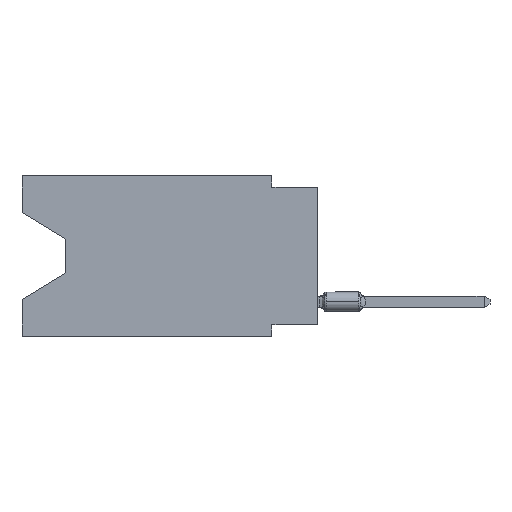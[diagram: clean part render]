
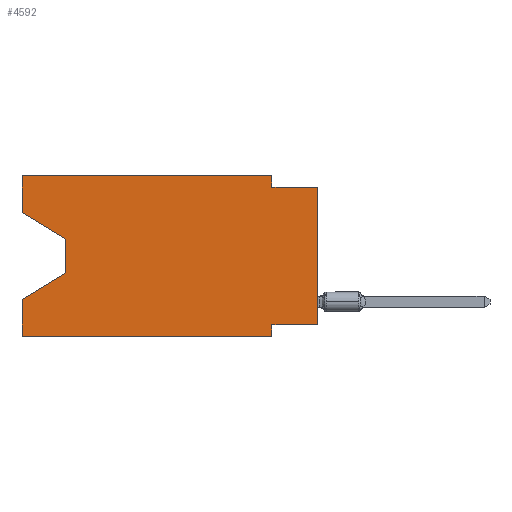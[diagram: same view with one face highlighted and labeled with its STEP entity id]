
A CAD part, left-side view. The second image highlights one B-rep face of the part: STEP entity #4592.
In plain terms, the highlighted planar face has unit normal (-1, 0, 0).
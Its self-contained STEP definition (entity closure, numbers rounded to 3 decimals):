
#117 = ORIENTED_EDGE ( 'NONE', *, *, #2568, .F. ) ;
#141 = EDGE_CURVE ( 'NONE', #9973, #10146, #8853, .T. ) ;
#149 = CARTESIAN_POINT ( 'NONE',  ( 0., 2.54, -8.89 ) ) ;
#504 = EDGE_CURVE ( 'NONE', #1582, #3929, #7233, .T. ) ;
#603 = CARTESIAN_POINT ( 'NONE',  ( 0., 2.54, -0.635 ) ) ;
#706 = VERTEX_POINT ( 'NONE', #11232 ) ;
#766 = DIRECTION ( 'NONE',  ( 0., 0., 1. ) ) ;
#894 = DIRECTION ( 'NONE',  ( 0., 1., 0. ) ) ;
#923 = VECTOR ( 'NONE', #1033, 1000. ) ;
#951 = EDGE_LOOP ( 'NONE', ( #8761, #12096, #3228, #7797, #1381, #1723, #117, #1198, #6654, #10868, #9130, #4765 ) ) ;
#1033 = DIRECTION ( 'NONE',  ( 0., 0., -1. ) ) ;
#1168 = VECTOR ( 'NONE', #1853, 1000. ) ;
#1198 = ORIENTED_EDGE ( 'NONE', *, *, #11132, .T. ) ;
#1251 = EDGE_CURVE ( 'NONE', #4381, #1668, #6217, .T. ) ;
#1381 = ORIENTED_EDGE ( 'NONE', *, *, #4978, .T. ) ;
#1419 = CARTESIAN_POINT ( 'NONE',  ( 0., 16.383, 0. ) ) ;
#1421 = DIRECTION ( 'NONE',  ( 0., 0.855, -0.519 ) ) ;
#1582 = VERTEX_POINT ( 'NONE', #5774 ) ;
#1668 = VERTEX_POINT ( 'NONE', #12863 ) ;
#1723 = ORIENTED_EDGE ( 'NONE', *, *, #1251, .F. ) ;
#1747 = DIRECTION ( 'NONE',  ( 1., 0., 0. ) ) ;
#1819 = PLANE ( 'NONE',  #10321 ) ;
#1853 = DIRECTION ( 'NONE',  ( 0., -1., 0. ) ) ;
#2172 = CARTESIAN_POINT ( 'NONE',  ( 0., 16.383, -2.038 ) ) ;
#2433 = VECTOR ( 'NONE', #6685, 1000. ) ;
#2568 = EDGE_CURVE ( 'NONE', #13119, #4381, #2807, .T. ) ;
#2660 = EDGE_CURVE ( 'NONE', #1582, #9973, #13305, .T. ) ;
#2774 = EDGE_CURVE ( 'NONE', #706, #9876, #11574, .T. ) ;
#2797 = EDGE_CURVE ( 'NONE', #3929, #5240, #8318, .T. ) ;
#2807 = LINE ( 'NONE', #6008, #12451 ) ;
#3228 = ORIENTED_EDGE ( 'NONE', *, *, #11142, .T. ) ;
#3268 = CARTESIAN_POINT ( 'NONE',  ( 0., 16.383, 0. ) ) ;
#3533 = VECTOR ( 'NONE', #8509, 1000. ) ;
#3617 = CARTESIAN_POINT ( 'NONE',  ( 0., 2.54, 0. ) ) ;
#3842 = CARTESIAN_POINT ( 'NONE',  ( 0., 0., -8.255 ) ) ;
#3929 = VERTEX_POINT ( 'NONE', #8586 ) ;
#4180 = VECTOR ( 'NONE', #10553, 1000. ) ;
#4381 = VERTEX_POINT ( 'NONE', #7701 ) ;
#4592 = ADVANCED_FACE ( 'NONE', ( #7131 ), #1819, .F. ) ;
#4694 = LINE ( 'NONE', #3617, #13059 ) ;
#4765 = ORIENTED_EDGE ( 'NONE', *, *, #2660, .F. ) ;
#4790 = VECTOR ( 'NONE', #8311, 1000. ) ;
#4978 = EDGE_CURVE ( 'NONE', #706, #1668, #6144, .T. ) ;
#5240 = VERTEX_POINT ( 'NONE', #11977 ) ;
#5369 = VERTEX_POINT ( 'NONE', #6593 ) ;
#5371 = CARTESIAN_POINT ( 'NONE',  ( 0., 13.97, -3.505 ) ) ;
#5556 = LINE ( 'NONE', #6582, #9812 ) ;
#5606 = VERTEX_POINT ( 'NONE', #603 ) ;
#5774 = CARTESIAN_POINT ( 'NONE',  ( 0., 16.383, -2.038 ) ) ;
#6008 = CARTESIAN_POINT ( 'NONE',  ( 0., 0., -8.255 ) ) ;
#6144 = LINE ( 'NONE', #13307, #1168 ) ;
#6217 = LINE ( 'NONE', #149, #923 ) ;
#6582 = CARTESIAN_POINT ( 'NONE',  ( 0., 0., -0.635 ) ) ;
#6593 = CARTESIAN_POINT ( 'NONE',  ( 0., 0., -0.635 ) ) ;
#6654 = ORIENTED_EDGE ( 'NONE', *, *, #7569, .F. ) ;
#6670 = LINE ( 'NONE', #7710, #10875 ) ;
#6685 = DIRECTION ( 'NONE',  ( 0., -1., 0. ) ) ;
#6793 = EDGE_CURVE ( 'NONE', #10146, #5606, #4694, .T. ) ;
#6873 = CARTESIAN_POINT ( 'NONE',  ( 0., 2.54, 0. ) ) ;
#7131 = FACE_OUTER_BOUND ( 'NONE', #951, .T. ) ;
#7233 = LINE ( 'NONE', #2172, #4180 ) ;
#7569 = EDGE_CURVE ( 'NONE', #5606, #5369, #5556, .T. ) ;
#7701 = CARTESIAN_POINT ( 'NONE',  ( 0., 2.54, -8.255 ) ) ;
#7710 = CARTESIAN_POINT ( 'NONE',  ( 0., 13.97, -5.385 ) ) ;
#7797 = ORIENTED_EDGE ( 'NONE', *, *, #2774, .F. ) ;
#7895 = DIRECTION ( 'NONE',  ( 0., 0., -1. ) ) ;
#8311 = DIRECTION ( 'NONE',  ( 0., 0., 1. ) ) ;
#8318 = LINE ( 'NONE', #5371, #12009 ) ;
#8509 = DIRECTION ( 'NONE',  ( 0., 0., 1. ) ) ;
#8586 = CARTESIAN_POINT ( 'NONE',  ( 0., 13.97, -3.505 ) ) ;
#8761 = ORIENTED_EDGE ( 'NONE', *, *, #504, .T. ) ;
#8853 = LINE ( 'NONE', #11854, #2433 ) ;
#9130 = ORIENTED_EDGE ( 'NONE', *, *, #141, .F. ) ;
#9268 = CARTESIAN_POINT ( 'NONE',  ( 0., 16.383, -6.852 ) ) ;
#9327 = CARTESIAN_POINT ( 'NONE',  ( 0., 0., 0. ) ) ;
#9711 = DIRECTION ( 'NONE',  ( 0., -1., 0. ) ) ;
#9812 = VECTOR ( 'NONE', #9711, 1000. ) ;
#9816 = DIRECTION ( 'NONE',  ( 0., 0., -1. ) ) ;
#9876 = VERTEX_POINT ( 'NONE', #9268 ) ;
#9973 = VERTEX_POINT ( 'NONE', #1419 ) ;
#10146 = VERTEX_POINT ( 'NONE', #6873 ) ;
#10321 = AXIS2_PLACEMENT_3D ( 'NONE', #13062, #1747, #7895 ) ;
#10354 = LINE ( 'NONE', #9327, #4790 ) ;
#10553 = DIRECTION ( 'NONE',  ( 0., -0.855, -0.519 ) ) ;
#10620 = DIRECTION ( 'NONE',  ( 0., 0., -1. ) ) ;
#10868 = ORIENTED_EDGE ( 'NONE', *, *, #6793, .F. ) ;
#10875 = VECTOR ( 'NONE', #1421, 1000. ) ;
#11132 = EDGE_CURVE ( 'NONE', #13119, #5369, #10354, .T. ) ;
#11142 = EDGE_CURVE ( 'NONE', #5240, #9876, #6670, .T. ) ;
#11232 = CARTESIAN_POINT ( 'NONE',  ( 0., 16.383, -8.89 ) ) ;
#11574 = LINE ( 'NONE', #3268, #3533 ) ;
#11854 = CARTESIAN_POINT ( 'NONE',  ( 0., 16.383, 0. ) ) ;
#11977 = CARTESIAN_POINT ( 'NONE',  ( 0., 13.97, -5.385 ) ) ;
#12009 = VECTOR ( 'NONE', #10620, 1000. ) ;
#12096 = ORIENTED_EDGE ( 'NONE', *, *, #2797, .T. ) ;
#12132 = CARTESIAN_POINT ( 'NONE',  ( 0., 16.383, 0. ) ) ;
#12451 = VECTOR ( 'NONE', #894, 1000. ) ;
#12863 = CARTESIAN_POINT ( 'NONE',  ( 0., 2.54, -8.89 ) ) ;
#13059 = VECTOR ( 'NONE', #9816, 1000. ) ;
#13062 = CARTESIAN_POINT ( 'NONE',  ( 0., 16.383, 0. ) ) ;
#13115 = VECTOR ( 'NONE', #766, 1000. ) ;
#13119 = VERTEX_POINT ( 'NONE', #3842 ) ;
#13305 = LINE ( 'NONE', #12132, #13115 ) ;
#13307 = CARTESIAN_POINT ( 'NONE',  ( 0., 16.383, -8.89 ) ) ;
